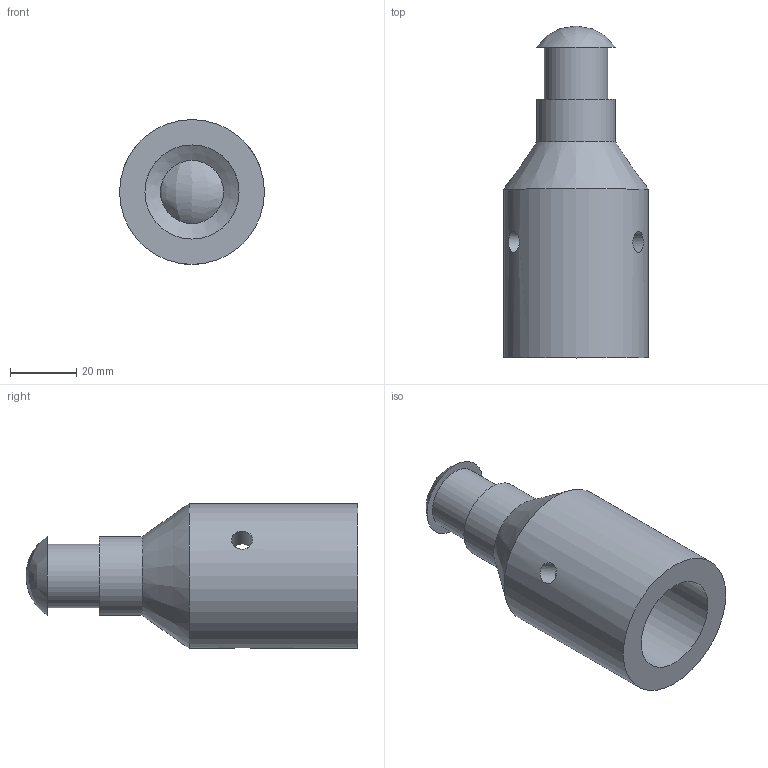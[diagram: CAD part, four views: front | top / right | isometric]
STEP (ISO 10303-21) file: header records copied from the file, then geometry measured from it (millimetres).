
FILE_DESCRIPTION (( 'STEP AP214' ), '1' );
FILE_NAME ('SLM-7.STEP', '2023-03-09T11:55:03', ( '' ), ( '' ), 'SwSTEP 2.0', 'SolidWorks 2021', '' );
FILE_SCHEMA (( 'AUTOMOTIVE_DESIGN' ));
Length unit declared in the file: inch
Products named in the file (1): SLM-7
Bounding box: 43.66 x 100.03 x 43.66 mm (x, y, z)
Volume: 44060.9 mm3; surface area: 19723.4 mm2
Topology: 1 solids, 1 shells, 14 faces, 32 edges, 21 vertices
Faces by surface type: cylinder 8, cone 2, plane 2, bspline 2
Full cylindrical faces by diameter (mm): 6.35 x3, 19.05 x1, 23.754 x1, 28.376 x2, 43.656 x1
Entity records: 830 total; most frequent: CARTESIAN_POINT 551, DIRECTION 44, EDGE_LOOP 32, ORIENTED_EDGE 32, AXIS2_PLACEMENT_3D 22, FACE_OUTER_BOUND 20, EDGE_CURVE 16, VERTEX_POINT 16
